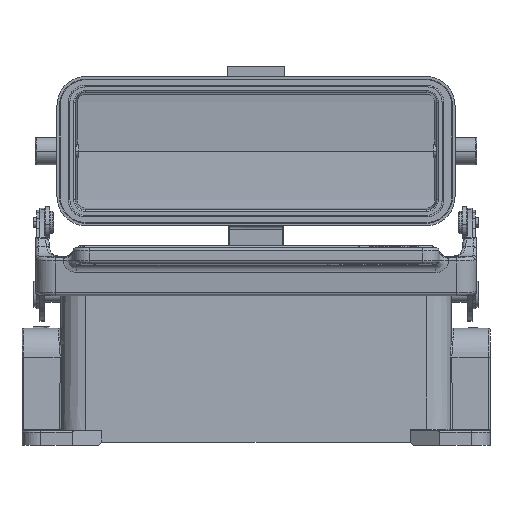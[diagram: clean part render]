
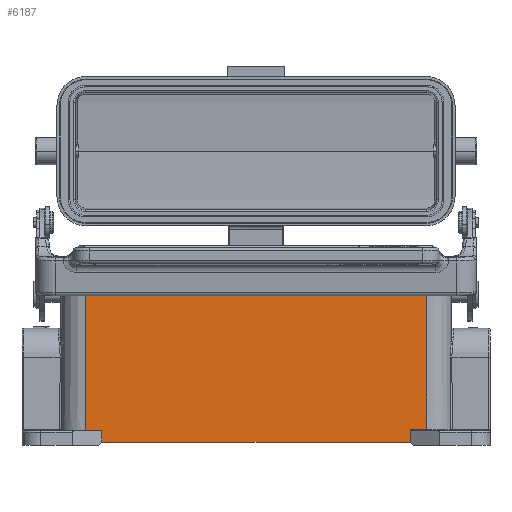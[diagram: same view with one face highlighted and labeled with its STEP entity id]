
A CAD part, left-side view. The second image highlights one B-rep face of the part: STEP entity #6187.
In plain terms, the highlighted planar face has unit normal (-1, 0, 0.009).
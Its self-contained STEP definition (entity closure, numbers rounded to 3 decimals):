
#3726=PLANE('',#44485);
#6187=ADVANCED_FACE('',(#8725),#3726,.T.);
#8725=FACE_OUTER_BOUND('',#11125,.T.);
#11125=EDGE_LOOP('',(#20319,#20320,#20321,#20322,#20323,#20324,#20325,#20326,
#20327,#20328,#20329,#20330));
#13822=LINE('',#62421,#16569);
#13824=LINE('',#62425,#16571);
#13833=LINE('',#62443,#16580);
#13840=LINE('',#62464,#16587);
#13841=LINE('',#62466,#16588);
#13842=LINE('',#62468,#16589);
#13843=LINE('',#62469,#16590);
#13844=LINE('',#62471,#16591);
#13845=LINE('',#62473,#16592);
#13846=LINE('',#62474,#16593);
#13847=LINE('',#62476,#16594);
#13848=LINE('',#62478,#16595);
#16569=VECTOR('',#48910,1.);
#16571=VECTOR('',#48914,1.);
#16580=VECTOR('',#48927,1.);
#16587=VECTOR('',#48944,1.);
#16588=VECTOR('',#48947,1.);
#16589=VECTOR('',#48948,1.);
#16590=VECTOR('',#48949,1.);
#16591=VECTOR('',#48950,1.);
#16592=VECTOR('',#48951,1.);
#16593=VECTOR('',#48952,1.);
#16594=VECTOR('',#48953,1.);
#16595=VECTOR('',#48954,1.);
#20319=ORIENTED_EDGE('',*,*,#36823,.T.);
#20320=ORIENTED_EDGE('',*,*,#36811,.T.);
#20321=ORIENTED_EDGE('',*,*,#36822,.T.);
#20322=ORIENTED_EDGE('',*,*,#36824,.T.);
#20323=ORIENTED_EDGE('',*,*,#36802,.F.);
#20324=ORIENTED_EDGE('',*,*,#36800,.T.);
#20325=ORIENTED_EDGE('',*,*,#36825,.T.);
#20326=ORIENTED_EDGE('',*,*,#36826,.F.);
#20327=ORIENTED_EDGE('',*,*,#36827,.F.);
#20328=ORIENTED_EDGE('',*,*,#36828,.T.);
#20329=ORIENTED_EDGE('',*,*,#36829,.T.);
#20330=ORIENTED_EDGE('',*,*,#36830,.T.);
#32382=VERTEX_POINT('',#62285);
#32422=VERTEX_POINT('',#62420);
#32423=VERTEX_POINT('',#62422);
#32424=VERTEX_POINT('',#62426);
#32431=VERTEX_POINT('',#62444);
#32432=VERTEX_POINT('',#62445);
#32439=VERTEX_POINT('',#62463);
#32440=VERTEX_POINT('',#62467);
#32441=VERTEX_POINT('',#62470);
#32442=VERTEX_POINT('',#62472);
#32443=VERTEX_POINT('',#62475);
#32444=VERTEX_POINT('',#62477);
#36800=EDGE_CURVE('',#32423,#32422,#13822,.T.);
#36802=EDGE_CURVE('',#32423,#32424,#13824,.T.);
#36811=EDGE_CURVE('',#32431,#32432,#13833,.T.);
#36822=EDGE_CURVE('',#32432,#32439,#13840,.T.);
#36823=EDGE_CURVE('',#32440,#32431,#13841,.T.);
#36824=EDGE_CURVE('',#32439,#32424,#13842,.T.);
#36825=EDGE_CURVE('',#32422,#32441,#13843,.T.);
#36826=EDGE_CURVE('',#32442,#32441,#13844,.T.);
#36827=EDGE_CURVE('',#32382,#32442,#13845,.T.);
#36828=EDGE_CURVE('',#32382,#32443,#13846,.T.);
#36829=EDGE_CURVE('',#32443,#32444,#13847,.T.);
#36830=EDGE_CURVE('',#32444,#32440,#13848,.T.);
#44485=AXIS2_PLACEMENT_3D('',#62479,#48955,#48956);
#48910=DIRECTION('',(0.,1.,0.));
#48914=DIRECTION('',(-0.009,0.,-1.));
#48927=DIRECTION('',(0.,1.,0.));
#48944=DIRECTION('',(-0.009,0.,-1.));
#48947=DIRECTION('',(0.009,0.,1.));
#48948=DIRECTION('',(0.,1.,0.));
#48949=DIRECTION('',(-0.009,0.,-1.));
#48950=DIRECTION('',(0.,1.,0.));
#48951=DIRECTION('',(0.009,0.,1.));
#48952=DIRECTION('',(0.,-1.,0.));
#48953=DIRECTION('',(0.009,0.,1.));
#48954=DIRECTION('',(0.,-1.,0.));
#48955=DIRECTION('',(-1.,0.,0.009));
#48956=DIRECTION('',(0.,1.,0.));
#62285=CARTESIAN_POINT('',(-21.936,47.5,1.));
#62420=CARTESIAN_POINT('',(-21.5,52.5,51.));
#62421=CARTESIAN_POINT('',(-21.5,1.6,51.));
#62422=CARTESIAN_POINT('',(-21.5,1.6,51.));
#62425=CARTESIAN_POINT('',(-21.5,1.6,51.));
#62426=CARTESIAN_POINT('',(-21.526,1.6,48.));
#62443=CARTESIAN_POINT('',(-21.5,-52.5,51.));
#62444=CARTESIAN_POINT('',(-21.5,-52.5,51.));
#62445=CARTESIAN_POINT('',(-21.5,-1.6,51.));
#62463=CARTESIAN_POINT('',(-21.526,-1.6,48.));
#62464=CARTESIAN_POINT('',(-21.5,-1.6,51.));
#62466=CARTESIAN_POINT('',(-21.901,-52.5,4.996));
#62467=CARTESIAN_POINT('',(-21.901,-52.5,4.996));
#62468=CARTESIAN_POINT('',(-21.526,-1.6,48.));
#62469=CARTESIAN_POINT('',(-21.5,52.5,51.));
#62470=CARTESIAN_POINT('',(-21.906,52.5,4.5));
#62471=CARTESIAN_POINT('',(-21.906,47.5,4.5));
#62472=CARTESIAN_POINT('',(-21.906,47.5,4.5));
#62473=CARTESIAN_POINT('',(-21.936,47.5,1.));
#62474=CARTESIAN_POINT('',(-21.936,47.5,1.));
#62475=CARTESIAN_POINT('',(-21.936,-47.5,1.));
#62476=CARTESIAN_POINT('',(-21.936,-47.5,1.));
#62477=CARTESIAN_POINT('',(-21.901,-47.5,4.996));
#62478=CARTESIAN_POINT('',(-21.901,-47.5,4.996));
#62479=CARTESIAN_POINT('',(-21.5,55.148,51.));
